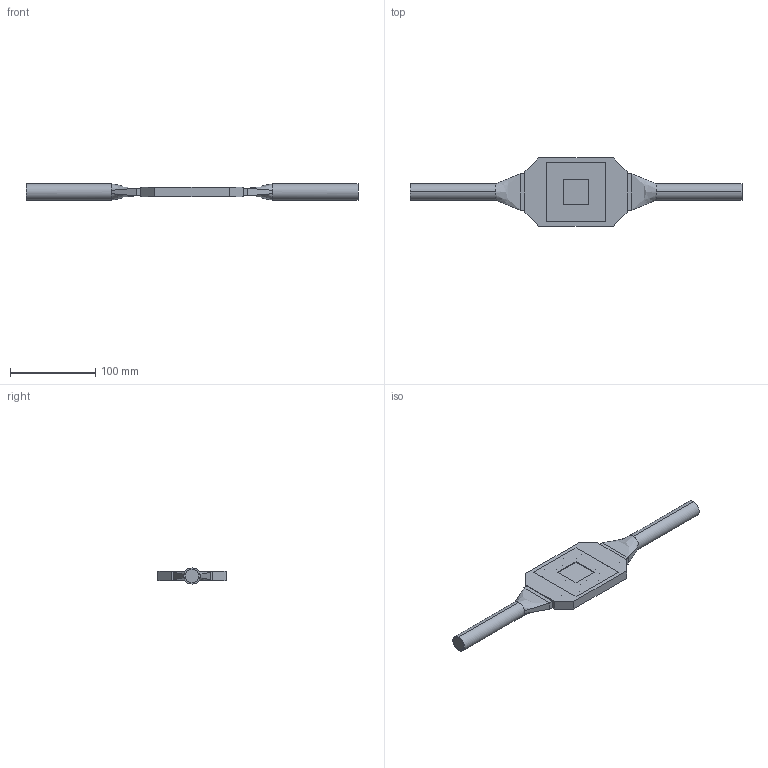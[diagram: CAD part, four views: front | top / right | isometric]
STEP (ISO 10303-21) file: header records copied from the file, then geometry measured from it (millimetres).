
FILE_DESCRIPTION (( 'STEP AP214' ), '1' );
FILE_NAME ('全溶接コンバータ_全体アセンブリ.STEP', '2026-02-12T02:48:50', ( '' ), ( '' ), 'SwSTEP 2.0', 'SolidWorks 2024', '' );
FILE_SCHEMA (( 'AUTOMOTIVE_DESIGN' ));
Length unit declared in the file: millimetre
Products named in the file (11): Part2^全溶接コンバータ_全体アセンブリ; 全溶接コンバータ_SUSビーム窓; 全溶接コンバータ_側面配管接続; 全溶接コンバータ_全体アセンブリ; 全溶接コンバータ_プレートホルダー_ハーフ外; 全溶接コンバータ_ホルダとプレート_アセンブリ; 全溶接コンバータ_タンタルプレート; 全溶接コンバータ_プレーㇳホルダー_ハーフ内; 全溶接コンバータ_ビーム窓板_アセンブリ; 全溶接コンバータ_SUSビーム窓枠; 全溶接コンバータ_筐体
Assembly tree (20 placements, depth 3):
  全溶接コンバータ_全体アセンブリ
    全溶接コンバータ_筐体
    全溶接コンバータ_ホルダとプレート_アセンブリ
      全溶接コンバータ_タンタルプレート  x3
      全溶接コンバータ_プレートホルダー_ハーフ外  x4
      全溶接コンバータ_プレーㇳホルダー_ハーフ内  x4
    全溶接コンバータ_ビーム窓板_アセンブリ  x2
      全溶接コンバータ_SUSビーム窓枠
      全溶接コンバータ_SUSビーム窓
    全溶接コンバータ_側面配管接続  x2
    Part2^全溶接コンバータ_全体アセンブリ
Bounding box: 390 x 80 x 19.05 mm (x, y, z)
Volume: 179750.8 mm3; surface area: 146814.5 mm2
Topology: 19 solids, 19 shells, 276 faces, 676 edges, 440 vertices
Faces by surface type: plane 240, bspline 24, cylinder 12
Entity records: 5450 total; most frequent: CARTESIAN_POINT 1371, ORIENTED_EDGE 768, DIRECTION 742, EDGE_CURVE 384, LINE 352, VECTOR 352, VERTEX_POINT 248, AXIS2_PLACEMENT_3D 195
